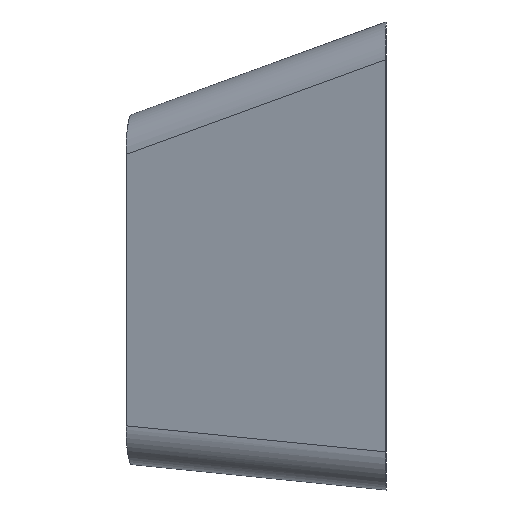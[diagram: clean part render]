
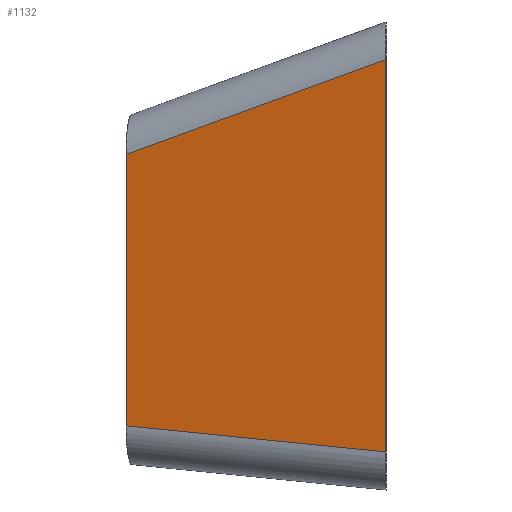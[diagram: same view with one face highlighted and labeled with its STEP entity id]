
A CAD part, left-side view. The second image highlights one B-rep face of the part: STEP entity #1132.
In plain terms, the highlighted planar face has unit normal (-0.963, 0.271, 0).
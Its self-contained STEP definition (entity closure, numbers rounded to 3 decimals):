
#8 = CARTESIAN_POINT ( 'NONE',  ( -9., 0., 7.552 ) ) ;
#12 = CARTESIAN_POINT ( 'NONE',  ( -9., 0., -7.533 ) ) ;
#40 = VECTOR ( 'NONE', #1310, 1000. ) ;
#129 = VERTEX_POINT ( 'NONE', #484 ) ;
#135 = EDGE_LOOP ( 'NONE', ( #1358, #1303, #814, #228 ) ) ;
#143 = VERTEX_POINT ( 'NONE', #8 ) ;
#197 = VECTOR ( 'NONE', #562, 1000. ) ;
#202 = CARTESIAN_POINT ( 'NONE',  ( -6.185, 10., -6.533 ) ) ;
#228 = ORIENTED_EDGE ( 'NONE', *, *, #474, .T. ) ;
#234 = VECTOR ( 'NONE', #913, 1000. ) ;
#420 = DIRECTION ( 'NONE',  ( 0., 0., 1. ) ) ;
#421 = VERTEX_POINT ( 'NONE', #202 ) ;
#455 = EDGE_CURVE ( 'NONE', #421, #1322, #860, .T. ) ;
#474 = EDGE_CURVE ( 'NONE', #143, #129, #953, .T. ) ;
#484 = CARTESIAN_POINT ( 'NONE',  ( -6.185, 10., 3.912 ) ) ;
#511 = EDGE_CURVE ( 'NONE', #1322, #143, #1064, .T. ) ;
#550 = PLANE ( 'NONE',  #626 ) ;
#556 = CARTESIAN_POINT ( 'NONE',  ( -5.093, 13.879, 2.5 ) ) ;
#562 = DIRECTION ( 'NONE',  ( 0.256, 0.908, -0.331 ) ) ;
#626 = AXIS2_PLACEMENT_3D ( 'NONE', #682, #1052, #1531 ) ;
#682 = CARTESIAN_POINT ( 'NONE',  ( -6.185, 10., -9.001 ) ) ;
#683 = CARTESIAN_POINT ( 'NONE',  ( -6.249, 9.773, -6.556 ) ) ;
#814 = ORIENTED_EDGE ( 'NONE', *, *, #511, .T. ) ;
#848 = CARTESIAN_POINT ( 'NONE',  ( -6.185, 10., -9.001 ) ) ;
#860 = LINE ( 'NONE', #683, #234 ) ;
#913 = DIRECTION ( 'NONE',  ( -0.27, -0.958, -0.096 ) ) ;
#935 = EDGE_CURVE ( 'NONE', #421, #129, #1078, .T. ) ;
#953 = LINE ( 'NONE', #556, #197 ) ;
#1033 = CARTESIAN_POINT ( 'NONE',  ( -9., 0., 9. ) ) ;
#1052 = DIRECTION ( 'NONE',  ( 0.963, -0.271, 0. ) ) ;
#1064 = LINE ( 'NONE', #1033, #1209 ) ;
#1078 = LINE ( 'NONE', #848, #40 ) ;
#1132 = ADVANCED_FACE ( 'NONE', ( #1207 ), #550, .F. ) ;
#1207 = FACE_OUTER_BOUND ( 'NONE', #135, .T. ) ;
#1209 = VECTOR ( 'NONE', #420, 1000. ) ;
#1303 = ORIENTED_EDGE ( 'NONE', *, *, #455, .T. ) ;
#1310 = DIRECTION ( 'NONE',  ( 0., 0., 1. ) ) ;
#1322 = VERTEX_POINT ( 'NONE', #12 ) ;
#1358 = ORIENTED_EDGE ( 'NONE', *, *, #935, .F. ) ;
#1531 = DIRECTION ( 'NONE',  ( 0.271, 0.963, 0. ) ) ;
